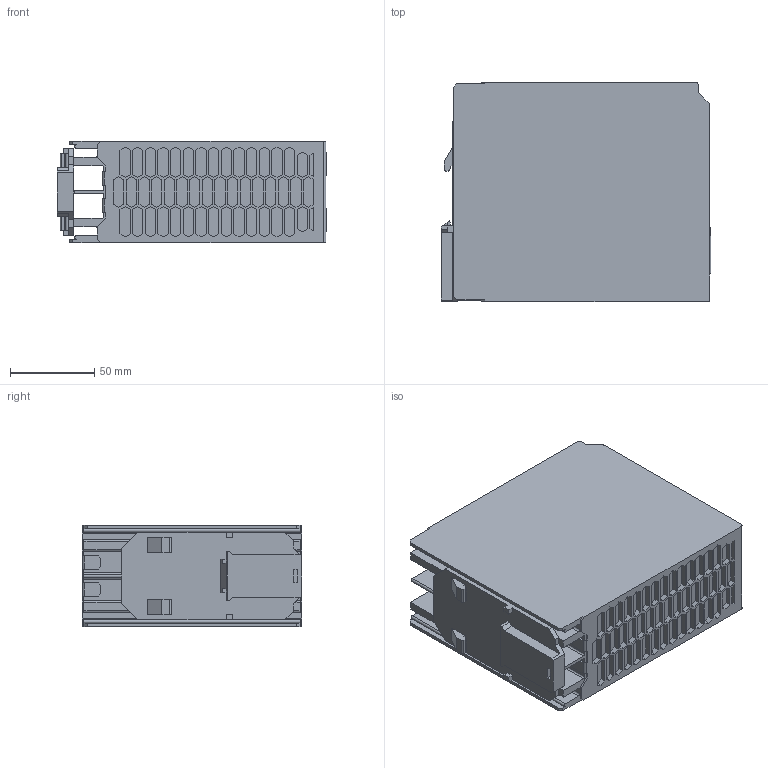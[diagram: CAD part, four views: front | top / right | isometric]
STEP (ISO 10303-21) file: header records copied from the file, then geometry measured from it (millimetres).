
FILE_DESCRIPTION(('SolidDesigner STEP Export'),'2;1');
FILE_NAME('2866491_TRIO_PS_1AC_48DC_5-select.stp','2012-12-11T15:40:56',(''),(''),'Creo Elements/Direct Modeling STEP processor for AP214 (Solid Model)','Creo Elements/Direct Modeling 18.1 06-May-2012 (C) Parametric Technology GmbH','');
FILE_SCHEMA(('AUTOMOTIVE_DESIGN { 1 0 10303 214 1 1 1 1 }'));
Length unit declared in the file: millimetre
Products named in the file (2): 2866491_TRIO_PS_1AC_48DC_5-select
Assembly tree (1 placements, depth 2):
  2866491_TRIO_PS_1AC_48DC_5-select
    2866491_TRIO_PS_1AC_48DC_5-select
Bounding box: 159.5 x 130 x 60 mm (x, y, z)
Volume: 1071648.8 mm3; surface area: 112321.4 mm2
Topology: 1 solids, 5 shells, 1013 faces, 2623 edges, 1740 vertices
Faces by surface type: plane 954, cylinder 59
Entity records: 38601 total; most frequent: CARTESIAN_POINT 5526, ORIENTED_EDGE 5246, DIRECTION 4719, EDGE_CURVE 2623, VECTOR 2487, LINE 2487, VERTEX_POINT 1740, EDGE_LOOP 1135
